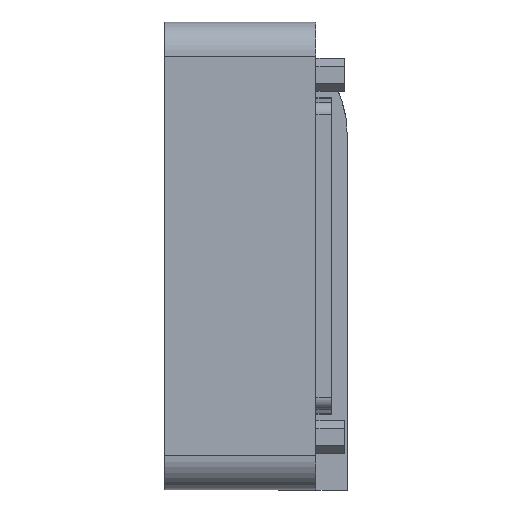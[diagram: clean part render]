
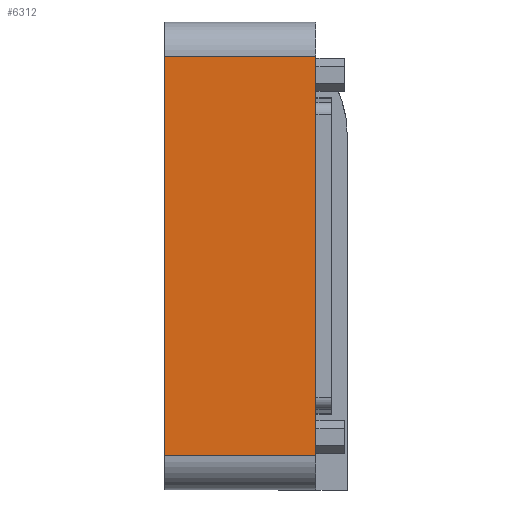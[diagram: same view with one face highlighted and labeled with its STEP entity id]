
A CAD part, left-side view. The second image highlights one B-rep face of the part: STEP entity #6312.
In plain terms, the highlighted free-form (B-spline) face has degree [1, 1] with [2, 2] control points.
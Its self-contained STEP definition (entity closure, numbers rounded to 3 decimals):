
#6273=CARTESIAN_POINT('',(0.0,-26.5,76.));
#6274=CARTESIAN_POINT('',(0.0,-26.5,6.0));
#6275=CARTESIAN_POINT('',(0.0,0.,76.));
#6276=CARTESIAN_POINT('',(0.0,0.,6.0));
#6277=B_SPLINE_SURFACE_WITH_KNOTS('',1,1,((#6273,#6275),(#6274,#6276)),.UNSPECIFIED.,.F.,.F.,.U.,(2,2),(2,2),(0.0,70.),(0.0,26.5),.UNSPECIFIED.);
#6278=CARTESIAN_POINT('',(0.0,-26.5,76.));
#6279=VERTEX_POINT('',#6278);
#6280=CARTESIAN_POINT('',(0.0,0.,76.));
#6281=VERTEX_POINT('',#6280);
#6282=CARTESIAN_POINT('',(0.0,-26.5,76.));
#6283=DIRECTION('',(0.0,1.0,0.0));
#6284=VECTOR('',#6283,26.5);
#6285=LINE('',#6282,#6284);
#6286=EDGE_CURVE('',#6279,#6281,#6285,.T.);
#6287=ORIENTED_EDGE('',*,*,#6286,.T.);
#6288=CARTESIAN_POINT('',(0.0,0.,6.));
#6289=VERTEX_POINT('',#6288);
#6290=CARTESIAN_POINT('',(0.0,0.,76.));
#6291=DIRECTION('',(0.0,0.0,-1.0));
#6292=VECTOR('',#6291,70.);
#6293=LINE('',#6290,#6292);
#6294=EDGE_CURVE('',#6281,#6289,#6293,.T.);
#6295=ORIENTED_EDGE('',*,*,#6294,.T.);
#6296=CARTESIAN_POINT('',(0.0,-26.5,6.));
#6297=VERTEX_POINT('',#6296);
#6298=CARTESIAN_POINT('',(0.0,0.,6.));
#6299=DIRECTION('',(0.0,-1.0,0.0));
#6300=VECTOR('',#6299,26.5);
#6301=LINE('',#6298,#6300);
#6302=EDGE_CURVE('',#6289,#6297,#6301,.T.);
#6303=ORIENTED_EDGE('',*,*,#6302,.T.);
#6304=CARTESIAN_POINT('',(0.0,-26.5,76.));
#6305=DIRECTION('',(0.0,0.0,-1.0));
#6306=VECTOR('',#6305,70.0);
#6307=LINE('',#6304,#6306);
#6308=EDGE_CURVE('',#6279,#6297,#6307,.T.);
#6309=ORIENTED_EDGE('',*,*,#6308,.F.);
#6310=EDGE_LOOP('',(#6287,#6295,#6303,#6309));
#6311=FACE_OUTER_BOUND('',#6310,.T.);
#6312=ADVANCED_FACE('',(#6311),#6277,.F.);
